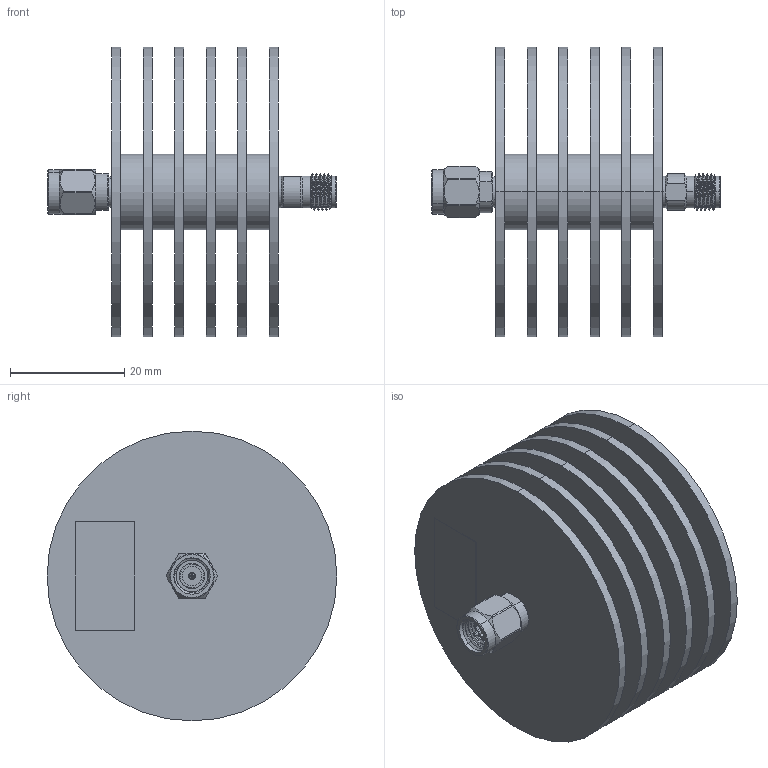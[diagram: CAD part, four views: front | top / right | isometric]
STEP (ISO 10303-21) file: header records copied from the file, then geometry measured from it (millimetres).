
FILE_DESCRIPTION (( 'STEP AP214' ), '1' );
FILE_NAME ('SA2635-30_3D.step', '2024-09-05T17:24:50', ( '' ), ( '' ), 'SwSTEP 2.0', 'SolidWorks 2022', '' );
FILE_SCHEMA (( 'AUTOMOTIVE_DESIGN' ));
Length unit declared in the file: inch
Products named in the file (1): SA2635-30_3D
Bounding box: 50.55 x 50.8 x 50.8 mm (x, y, z)
Volume: 22513 mm3; surface area: 26528.7 mm2
Topology: 2 solids, 2 shells, 171 faces, 401 edges, 258 vertices
Faces by surface type: cylinder 83, plane 50, cone 28, bspline 8, torus 2
Entity records: 7977 total; most frequent: CARTESIAN_POINT 4135, ORIENTED_EDGE 802, DIRECTION 777, EDGE_CURVE 401, AXIS2_PLACEMENT_3D 318, VERTEX_POINT 258, EDGE_LOOP 195, ADVANCED_FACE 171
